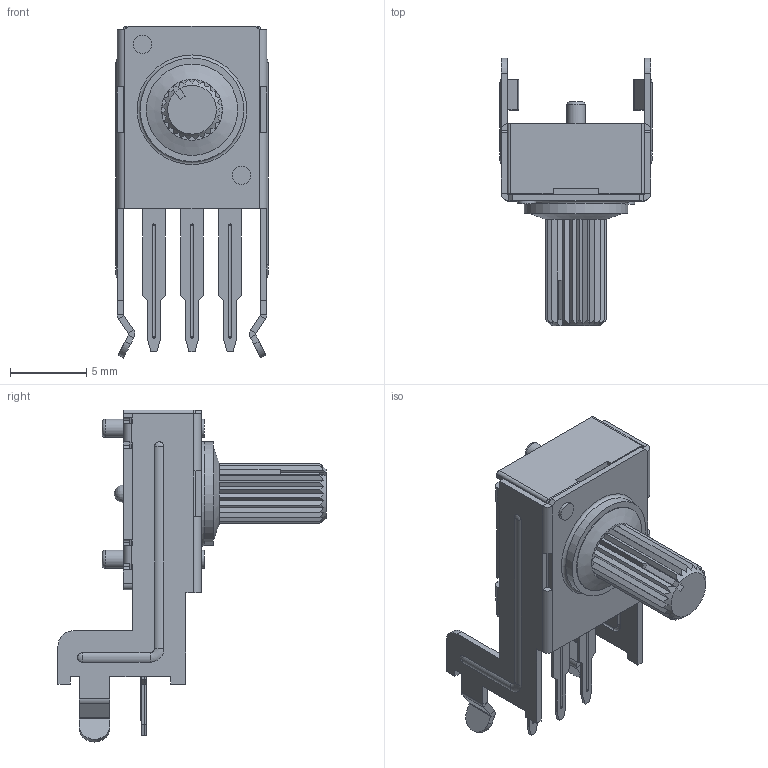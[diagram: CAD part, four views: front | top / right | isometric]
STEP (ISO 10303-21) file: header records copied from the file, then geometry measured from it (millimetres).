
FILE_DESCRIPTION(('FreeCAD Model'),'2;1');
FILE_NAME('Open CASCADE Shape Model','2023-11-18T11:49:08',('Eric Obeng' ),('Erictronics Systems'),'Open CASCADE STEP processor 7.6', 'FreeCAD','Unknown');
FILE_SCHEMA(('AP242_MANAGED_MODEL_BASED_3D_ENGINEERING_MIM_LF. {1 0 10303 442 1 1 4 }'));
Length unit declared in the file: millimetre
Products named in the file (7): R-0901N006; R-0901N; R-0901N001; R-0901N002; R-0901N003; R-0901N004; R-0901N005
Assembly tree (6 placements, depth 2):
  R-0901N006
    R-0901N
    R-0901N001
    R-0901N002
    R-0901N003
    R-0901N004
    R-0901N005
Bounding box: 10 x 17.6 x 21.8 mm (x, y, z)
Volume: 720.8 mm3; surface area: 1373.7 mm2
Topology: 6 solids, 6 shells, 406 faces, 1012 edges, 614 vertices
Faces by surface type: plane 276, cylinder 87, sphere 20, torus 10, bspline 8, revolution 3, cone 2
Full cylindrical faces by diameter (mm): 1.2 x7, 6 x2, 6.8 x1
Entity records: 12701 total; most frequent: CARTESIAN_POINT 2980, ORIENTED_EDGE 1984, DIRECTION 1970, EDGE_CURVE 992, AXIS2_PLACEMENT_3D 659, LINE 649, VECTOR 649, VERTEX_POINT 614
